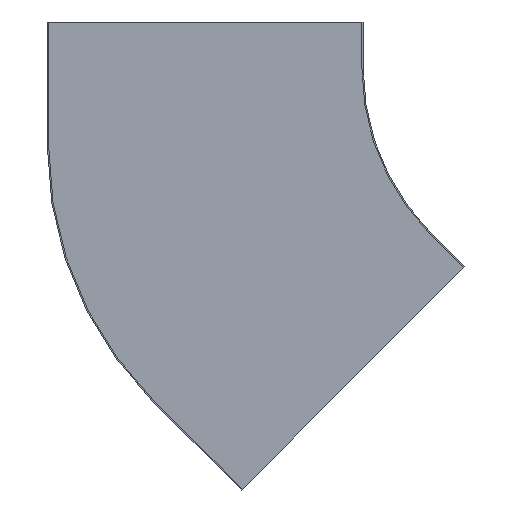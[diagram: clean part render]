
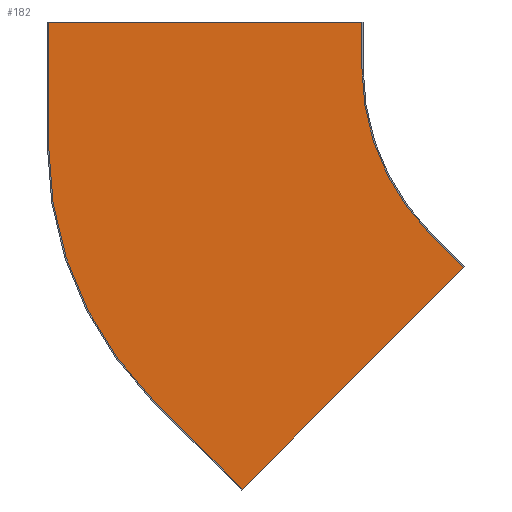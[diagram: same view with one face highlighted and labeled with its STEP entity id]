
A CAD part, front view. The second image highlights one B-rep face of the part: STEP entity #182.
In plain terms, the highlighted planar face has unit normal (0, -1, 0).
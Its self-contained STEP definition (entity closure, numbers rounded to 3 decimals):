
#4 = FACE_OUTER_BOUND ( 'NONE', #442, .T. ) ;
#6 = VECTOR ( 'NONE', #89, 1000. ) ;
#10 = LINE ( 'NONE', #137, #6 ) ;
#42 = CIRCLE ( 'NONE', #281, 229.2 ) ;
#44 = LINE ( 'NONE', #517, #54 ) ;
#51 = CIRCLE ( 'NONE', #277, 149.8 ) ;
#54 = VECTOR ( 'NONE', #457, 1000. ) ;
#63 = LINE ( 'NONE', #540, #66 ) ;
#65 = LINE ( 'NONE', #495, #68 ) ;
#66 = VECTOR ( 'NONE', #498, 1000. ) ;
#67 = LINE ( 'NONE', #505, #70 ) ;
#68 = VECTOR ( 'NONE', #509, 1000. ) ;
#70 = VECTOR ( 'NONE', #564, 1000. ) ;
#71 = CARTESIAN_POINT ( 'NONE',  ( 129., 0., -80.12 ) ) ;
#76 = DIRECTION ( 'NONE',  ( 0., 0., 1. ) ) ;
#89 = DIRECTION ( 'NONE',  ( 0., 0., 1. ) ) ;
#91 = CARTESIAN_POINT ( 'NONE',  ( -33.069, 0., -242.189 ) ) ;
#93 = CARTESIAN_POINT ( 'NONE',  ( 100.2, 0., 0. ) ) ;
#97 = DIRECTION ( 'NONE',  ( 0., 1., 0. ) ) ;
#137 = CARTESIAN_POINT ( 'NONE',  ( -100.2, 0., -80.12 ) ) ;
#162 = PLANE ( 'NONE',  #293 ) ;
#182 = ADVANCED_FACE ( 'NONE', ( #4 ), #162, .F. ) ;
#189 = VERTEX_POINT ( 'NONE', #91 ) ;
#193 = VERTEX_POINT ( 'NONE', #93 ) ;
#228 = ORIENTED_EDGE ( 'NONE', *, *, #352, .F. ) ;
#229 = ORIENTED_EDGE ( 'NONE', *, *, #342, .F. ) ;
#230 = ORIENTED_EDGE ( 'NONE', *, *, #341, .F. ) ;
#231 = ORIENTED_EDGE ( 'NONE', *, *, #308, .F. ) ;
#232 = ORIENTED_EDGE ( 'NONE', *, *, #278, .F. ) ;
#235 = ORIENTED_EDGE ( 'NONE', *, *, #337, .F. ) ;
#237 = ORIENTED_EDGE ( 'NONE', *, *, #333, .F. ) ;
#242 = ORIENTED_EDGE ( 'NONE', *, *, #340, .F. ) ;
#277 = AXIS2_PLACEMENT_3D ( 'NONE', #575, #572, #571 ) ;
#278 = EDGE_CURVE ( 'NONE', #428, #415, #10, .T. ) ;
#281 = AXIS2_PLACEMENT_3D ( 'NONE', #515, #511, #482 ) ;
#293 = AXIS2_PLACEMENT_3D ( 'NONE', #71, #97, #76 ) ;
#308 = EDGE_CURVE ( 'NONE', #189, #428, #42, .T. ) ;
#333 = EDGE_CURVE ( 'NONE', #414, #418, #44, .T. ) ;
#337 = EDGE_CURVE ( 'NONE', #406, #414, #51, .T. ) ;
#340 = EDGE_CURVE ( 'NONE', #193, #406, #63, .T. ) ;
#341 = EDGE_CURVE ( 'NONE', #415, #193, #65, .T. ) ;
#342 = EDGE_CURVE ( 'NONE', #418, #417, #67, .T. ) ;
#352 = EDGE_CURVE ( 'NONE', #417, #189, #602, .T. ) ;
#406 = VERTEX_POINT ( 'NONE', #522 ) ;
#414 = VERTEX_POINT ( 'NONE', #516 ) ;
#415 = VERTEX_POINT ( 'NONE', #514 ) ;
#417 = VERTEX_POINT ( 'NONE', #510 ) ;
#418 = VERTEX_POINT ( 'NONE', #508 ) ;
#428 = VERTEX_POINT ( 'NONE', #496 ) ;
#442 = EDGE_LOOP ( 'NONE', ( #242, #230, #232, #231, #228, #229, #237, #235 ) ) ;
#457 = DIRECTION ( 'NONE',  ( 0.707, 0., -0.707 ) ) ;
#482 = DIRECTION ( 'NONE',  ( 0., 0., 1. ) ) ;
#495 = CARTESIAN_POINT ( 'NONE',  ( -101., 0., 0. ) ) ;
#496 = CARTESIAN_POINT ( 'NONE',  ( -100.2, 0., -80.12 ) ) ;
#498 = DIRECTION ( 'NONE',  ( 0., 0., -1. ) ) ;
#505 = CARTESIAN_POINT ( 'NONE',  ( 23.019, 0., -299.408 ) ) ;
#508 = CARTESIAN_POINT ( 'NONE',  ( 165.289, 0., -157.138 ) ) ;
#509 = DIRECTION ( 'NONE',  ( 1., 0., 0. ) ) ;
#510 = CARTESIAN_POINT ( 'NONE',  ( 23.584, 0., -298.842 ) ) ;
#511 = DIRECTION ( 'NONE',  ( 0., 1., 0. ) ) ;
#514 = CARTESIAN_POINT ( 'NONE',  ( -100.2, 0., 0. ) ) ;
#515 = CARTESIAN_POINT ( 'NONE',  ( 129., 0., -80.12 ) ) ;
#516 = CARTESIAN_POINT ( 'NONE',  ( 144.075, 0., -135.925 ) ) ;
#517 = CARTESIAN_POINT ( 'NONE',  ( 108.635, 0., -100.485 ) ) ;
#522 = CARTESIAN_POINT ( 'NONE',  ( 100.2, 0., -30. ) ) ;
#532 = DIRECTION ( 'NONE',  ( -0.707, 0., 0.707 ) ) ;
#534 = CARTESIAN_POINT ( 'NONE',  ( -33.069, 0., -242.189 ) ) ;
#540 = CARTESIAN_POINT ( 'NONE',  ( 100.2, 0., -80.12 ) ) ;
#564 = DIRECTION ( 'NONE',  ( -0.707, 0., -0.707 ) ) ;
#571 = DIRECTION ( 'NONE',  ( 0., 0., 1. ) ) ;
#572 = DIRECTION ( 'NONE',  ( 0., -1., 0. ) ) ;
#575 = CARTESIAN_POINT ( 'NONE',  ( 250., 0., -30. ) ) ;
#602 = LINE ( 'NONE', #534, #605 ) ;
#605 = VECTOR ( 'NONE', #532, 1000. ) ;
